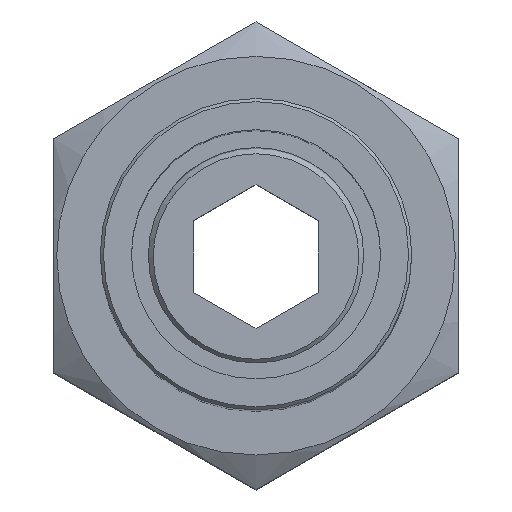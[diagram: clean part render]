
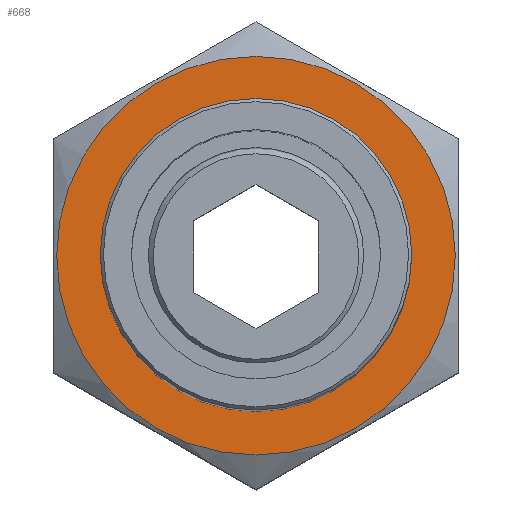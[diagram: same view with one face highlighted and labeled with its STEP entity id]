
A CAD part, top view. The second image highlights one B-rep face of the part: STEP entity #668.
In plain terms, the highlighted face is planar.
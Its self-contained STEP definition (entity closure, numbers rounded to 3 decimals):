
#271=ORIENTED_EDGE('',*,*,#378,.F.);
#272=ORIENTED_EDGE('',*,*,#379,.T.);
#378=EDGE_CURVE('',#445,#445,#484,.T.);
#379=EDGE_CURVE('',#446,#446,#485,.T.);
#445=VERTEX_POINT('',#1128);
#446=VERTEX_POINT('',#1130);
#484=CIRCLE('',#772,6.4);
#485=CIRCLE('',#773,5.);
#532=EDGE_LOOP('',(#271));
#533=EDGE_LOOP('',(#272));
#594=FACE_BOUND('',#532,.T.);
#595=FACE_BOUND('',#533,.T.);
#631=PLANE('',#771);
#668=ADVANCED_FACE('',(#594,#595),#631,.F.);
#771=AXIS2_PLACEMENT_3D('',#1126,#932,#933);
#772=AXIS2_PLACEMENT_3D('',#1127,#934,#935);
#773=AXIS2_PLACEMENT_3D('',#1129,#936,#937);
#932=DIRECTION('',(1.,0.,0.));
#933=DIRECTION('',(0.,0.,-1.));
#934=DIRECTION('',(1.,0.,0.));
#935=DIRECTION('',(0.,0.,-1.));
#936=DIRECTION('',(1.,0.,0.));
#937=DIRECTION('',(0.,0.,-1.));
#1126=CARTESIAN_POINT('',(0.,0.,0.));
#1127=CARTESIAN_POINT('',(0.,0.,0.));
#1128=CARTESIAN_POINT('',(0.,0.,-6.4));
#1129=CARTESIAN_POINT('',(0.,0.,0.));
#1130=CARTESIAN_POINT('',(0.,0.,-5.));
